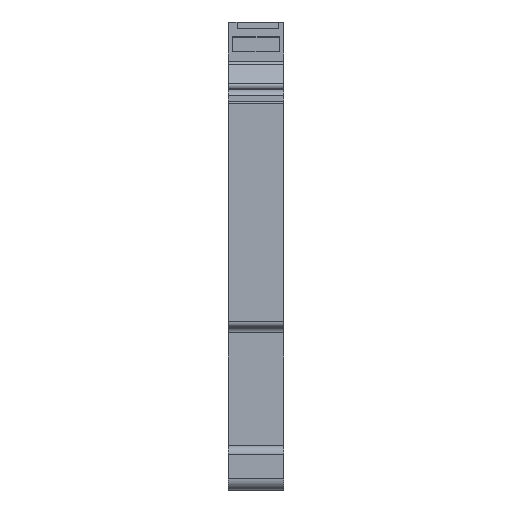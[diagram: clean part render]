
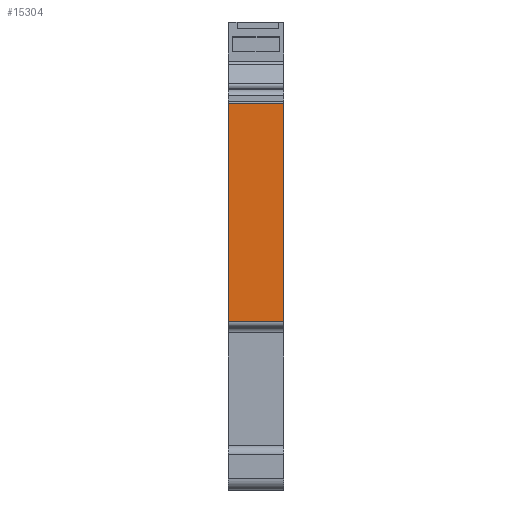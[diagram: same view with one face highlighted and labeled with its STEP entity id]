
A CAD part, left-side view. The second image highlights one B-rep face of the part: STEP entity #15304.
In plain terms, the highlighted planar face has unit normal (-1, 0, 0).
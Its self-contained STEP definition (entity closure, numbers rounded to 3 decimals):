
#1358 = EDGE_CURVE ( 'NONE', #14867, #20012, #3681, .T. ) ;
#2156 = LINE ( 'NONE', #12145, #22003 ) ;
#3681 = LINE ( 'NONE', #23420, #27662 ) ;
#4758 = EDGE_CURVE ( 'NONE', #15505, #19192, #20561, .T. ) ;
#5683 = AXIS2_PLACEMENT_3D ( 'NONE', #10745, #7643, #20016 ) ;
#5701 = DIRECTION ( 'NONE',  ( 0., 0., 1. ) ) ;
#7643 = DIRECTION ( 'NONE',  ( 1., 0., 0. ) ) ;
#8549 = ORIENTED_EDGE ( 'NONE', *, *, #4758, .F. ) ;
#8566 = LINE ( 'NONE', #11002, #15906 ) ;
#10745 = CARTESIAN_POINT ( 'NONE',  ( -44.4, 5., 9.6 ) ) ;
#11002 = CARTESIAN_POINT ( 'NONE',  ( -44.4, 5., 29.209 ) ) ;
#12145 = CARTESIAN_POINT ( 'NONE',  ( -44.4, 5., 9.6 ) ) ;
#12605 = CARTESIAN_POINT ( 'NONE',  ( -44.4, 0., 9.6 ) ) ;
#12769 = VECTOR ( 'NONE', #5701, 1000. ) ;
#14867 = VERTEX_POINT ( 'NONE', #12605 ) ;
#15304 = ADVANCED_FACE ( 'NONE', ( #25402 ), #23106, .F. ) ;
#15505 = VERTEX_POINT ( 'NONE', #27003 ) ;
#15906 = VECTOR ( 'NONE', #31066, 1000. ) ;
#19192 = VERTEX_POINT ( 'NONE', #23517 ) ;
#19429 = ORIENTED_EDGE ( 'NONE', *, *, #28456, .T. ) ;
#19997 = CARTESIAN_POINT ( 'NONE',  ( -44.4, 0., 29.209 ) ) ;
#20012 = VERTEX_POINT ( 'NONE', #19997 ) ;
#20016 = DIRECTION ( 'NONE',  ( 0., 1., 0. ) ) ;
#20561 = LINE ( 'NONE', #30516, #12769 ) ;
#22003 = VECTOR ( 'NONE', #22229, 1000. ) ;
#22180 = ORIENTED_EDGE ( 'NONE', *, *, #31469, .F. ) ;
#22229 = DIRECTION ( 'NONE',  ( 0., -1., 0. ) ) ;
#23106 = PLANE ( 'NONE',  #5683 ) ;
#23420 = CARTESIAN_POINT ( 'NONE',  ( -44.4, 0., 9.6 ) ) ;
#23517 = CARTESIAN_POINT ( 'NONE',  ( -44.4, 5., 29.209 ) ) ;
#24580 = EDGE_LOOP ( 'NONE', ( #28992, #22180, #8549, #19429 ) ) ;
#25402 = FACE_OUTER_BOUND ( 'NONE', #24580, .T. ) ;
#25744 = DIRECTION ( 'NONE',  ( 0., 0., 1. ) ) ;
#27003 = CARTESIAN_POINT ( 'NONE',  ( -44.4, 5., 9.6 ) ) ;
#27662 = VECTOR ( 'NONE', #25744, 1000. ) ;
#28456 = EDGE_CURVE ( 'NONE', #15505, #14867, #2156, .T. ) ;
#28992 = ORIENTED_EDGE ( 'NONE', *, *, #1358, .T. ) ;
#30516 = CARTESIAN_POINT ( 'NONE',  ( -44.4, 5., 9.6 ) ) ;
#31066 = DIRECTION ( 'NONE',  ( 0., -1., 0. ) ) ;
#31469 = EDGE_CURVE ( 'NONE', #19192, #20012, #8566, .T. ) ;
